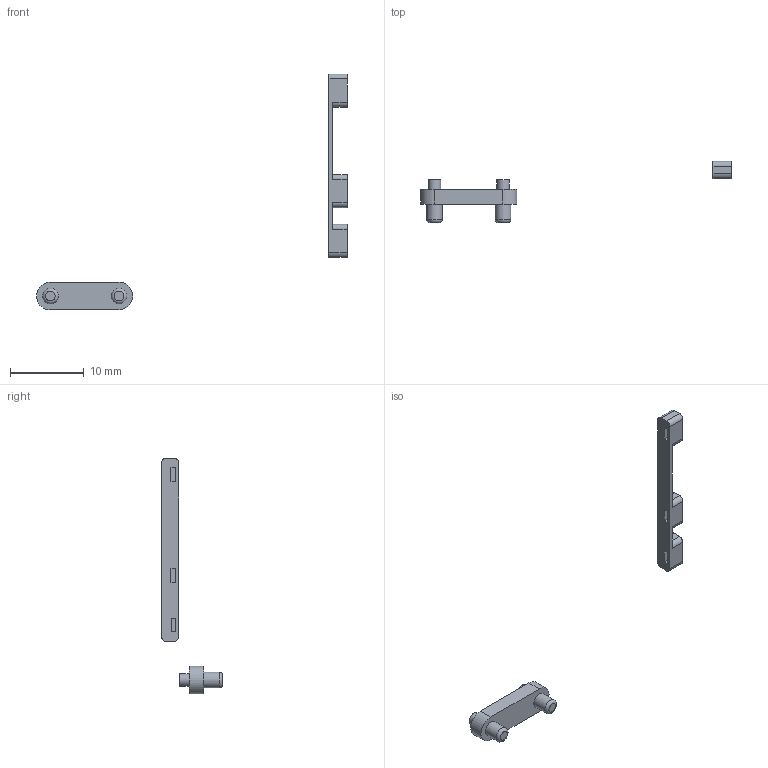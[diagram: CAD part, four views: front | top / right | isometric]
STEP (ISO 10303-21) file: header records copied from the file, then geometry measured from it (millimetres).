
FILE_DESCRIPTION(('HOOPS Exchange Step'),'2;1');
FILE_NAME('temp_export','2024-09-23T18:51:07+01:00',('mobile'),('Shapr3D Limited'),'HOOPS Exchange 2024.2','Shapr3D','Authorized');
FILE_SCHEMA( ('AP242_MANAGED_MODEL_BASED_3D_ENGINEERING_MIM_LF {1 0 10303 442 1 1 4 }') );
Length unit declared in the file: millimetre
Products named in the file (2): CAD; root
Assembly tree (1 placements, depth 2):
  root
    CAD
Bounding box: 42.1 x 8.24 x 31.94 mm (x, y, z)
Volume: 197.5 mm3; surface area: 437.4 mm2
Topology: 2 solids, 2 shells, 58 faces, 143 edges, 96 vertices
Faces by surface type: plane 37, cylinder 19, torus 2
Full cylindrical faces by diameter (mm): 1.7 x2, 2.1 x2
Entity records: 1796 total; most frequent: DIRECTION 313, CARTESIAN_POINT 301, ORIENTED_EDGE 286, EDGE_CURVE 143, AXIS2_PLACEMENT_3D 108, VECTOR 97, LINE 97, VERTEX_POINT 96
